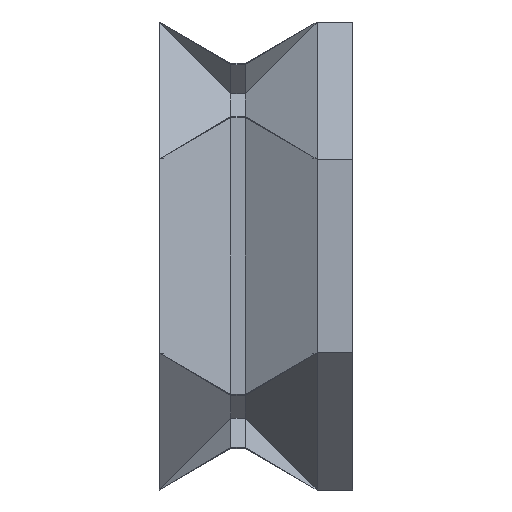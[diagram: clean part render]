
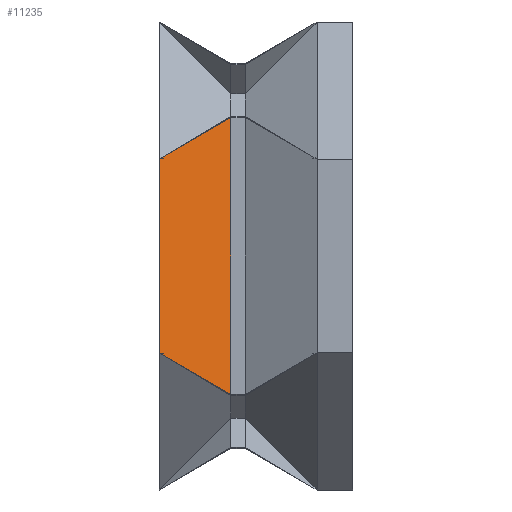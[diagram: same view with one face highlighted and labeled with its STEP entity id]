
A CAD part, left-side view. The second image highlights one B-rep face of the part: STEP entity #11235.
In plain terms, the highlighted planar face has unit normal (-0.866, -0.5, 0).
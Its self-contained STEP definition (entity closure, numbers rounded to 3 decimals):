
#603=FACE_OUTER_BOUND('',#1214,.T.);
#1214=EDGE_LOOP('',(#9923,#9924,#9925,#9926));
#2686=LINE('',#17583,#4254);
#2778=LINE('',#17764,#4346);
#2779=LINE('',#17766,#4347);
#2780=LINE('',#17767,#4348);
#4254=VECTOR('',#14425,10.);
#4346=VECTOR('',#14607,10.);
#4347=VECTOR('',#14608,10.);
#4348=VECTOR('',#14609,10.);
#5284=VERTEX_POINT('',#17580);
#5285=VERTEX_POINT('',#17582);
#5329=VERTEX_POINT('',#17763);
#5330=VERTEX_POINT('',#17765);
#6782=EDGE_CURVE('',#5284,#5285,#2686,.T.);
#6874=EDGE_CURVE('',#5329,#5284,#2778,.T.);
#6875=EDGE_CURVE('',#5330,#5329,#2779,.T.);
#6876=EDGE_CURVE('',#5285,#5330,#2780,.T.);
#9923=ORIENTED_EDGE('',*,*,#6874,.F.);
#9924=ORIENTED_EDGE('',*,*,#6875,.F.);
#9925=ORIENTED_EDGE('',*,*,#6876,.F.);
#9926=ORIENTED_EDGE('',*,*,#6782,.F.);
#10625=PLANE('',#11868);
#11235=ADVANCED_FACE('',(#603),#10625,.F.);
#11868=AXIS2_PLACEMENT_3D('',#17762,#14605,#14606);
#14425=DIRECTION('',(0.,0.,-1.));
#14605=DIRECTION('center_axis',(0.866,0.5,0.));
#14606=DIRECTION('ref_axis',(0.,0.,1.));
#14607=DIRECTION('',(0.447,-0.775,0.447));
#14608=DIRECTION('',(0.,0.,1.));
#14609=DIRECTION('',(-0.447,0.775,0.447));
#17580=CARTESIAN_POINT('',(-26.818,12.,19.274));
#17582=CARTESIAN_POINT('',(-26.818,12.,-19.274));
#17583=CARTESIAN_POINT('',(-26.818,12.,0.));
#17762=CARTESIAN_POINT('Origin',(-29.705,17.,0.));
#17763=CARTESIAN_POINT('',(-32.592,22.,13.5));
#17764=CARTESIAN_POINT('',(-32.787,22.338,13.305));
#17765=CARTESIAN_POINT('',(-32.592,22.,-13.5));
#17766=CARTESIAN_POINT('',(-32.592,22.,-13.5));
#17767=CARTESIAN_POINT('',(-28.969,15.725,-17.123));
